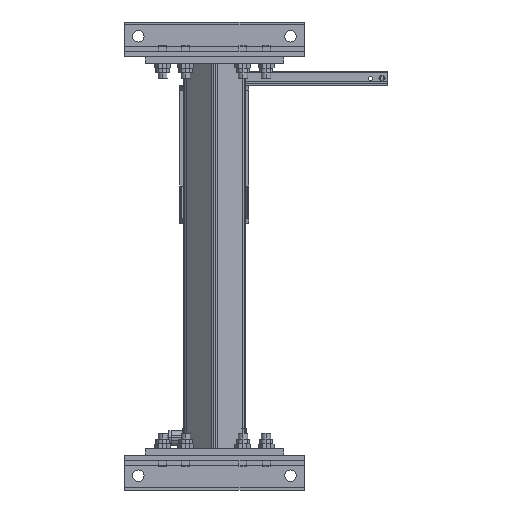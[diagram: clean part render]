
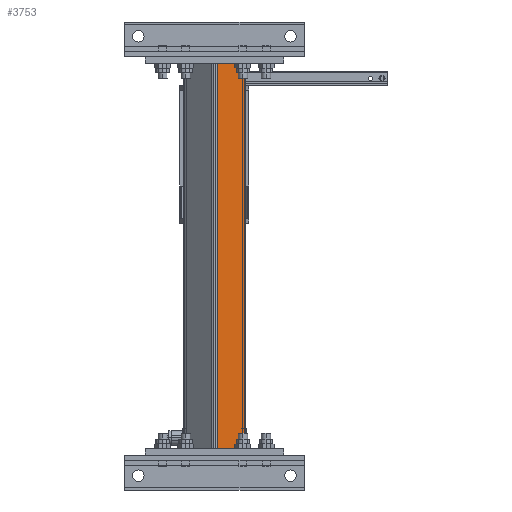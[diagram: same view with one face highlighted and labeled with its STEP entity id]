
A CAD part, left-side view. The second image highlights one B-rep face of the part: STEP entity #3753.
In plain terms, the highlighted planar face has unit normal (-0.707, -0.707, 0).
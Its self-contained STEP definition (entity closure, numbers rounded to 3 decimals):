
#3753=ADVANCED_FACE('',(#7371),#7372,.T.);
#7371=FACE_OUTER_BOUND('',#11325,.T.);
#7372=PLANE('',#11326);
#11325=EDGE_LOOP('',(#20452,#20453,#20454,#20455));
#11326=AXIS2_PLACEMENT_3D('',#20456,#20457,#20458);
#20452=ORIENTED_EDGE('',*,*,#23778,.T.);
#20453=ORIENTED_EDGE('',*,*,#23725,.F.);
#20454=ORIENTED_EDGE('',*,*,#22496,.T.);
#20455=ORIENTED_EDGE('',*,*,#21217,.T.);
#20456=CARTESIAN_POINT('',(-201.475,369.644,2954.));
#20457=DIRECTION('',(-0.707,-0.707,0.));
#20458=DIRECTION('',(0.707,-0.707,0.));
#21217=EDGE_CURVE('',#25146,#25144,#25147,.T.);
#22496=EDGE_CURVE('',#27169,#25146,#27170,.T.);
#23725=EDGE_CURVE('',#27169,#28718,#28720,.T.);
#23778=EDGE_CURVE('',#25144,#28718,#28777,.T.);
#25144=VERTEX_POINT('',#31816);
#25146=VERTEX_POINT('',#31818);
#25147=LINE('',#31819,#31820);
#27169=VERTEX_POINT('',#36603);
#27170=LINE('',#36604,#36605);
#28718=VERTEX_POINT('',#41023);
#28720=LINE('',#41025,#41026);
#28777=LINE('',#41214,#41215);
#31816=CARTESIAN_POINT('',(-172.484,340.652,3789.));
#31818=CARTESIAN_POINT('',(-172.484,340.652,2954.));
#31819=CARTESIAN_POINT('',(-172.484,340.652,2954.));
#31820=VECTOR('',#42691,10.);
#36603=CARTESIAN_POINT('',(-230.466,398.635,2954.));
#36604=CARTESIAN_POINT('',(-230.466,398.635,2954.));
#36605=VECTOR('',#44312,10.);
#41023=CARTESIAN_POINT('',(-230.466,398.635,3789.));
#41025=CARTESIAN_POINT('',(-230.466,398.635,2954.));
#41026=VECTOR('',#45429,10.);
#41214=CARTESIAN_POINT('',(-230.466,398.635,3789.));
#41215=VECTOR('',#45458,10.);
#42691=DIRECTION('',(0.,0.,1.));
#44312=DIRECTION('',(0.707,-0.707,0.));
#45429=DIRECTION('',(0.,0.,1.));
#45458=DIRECTION('',(-0.707,0.707,0.));
